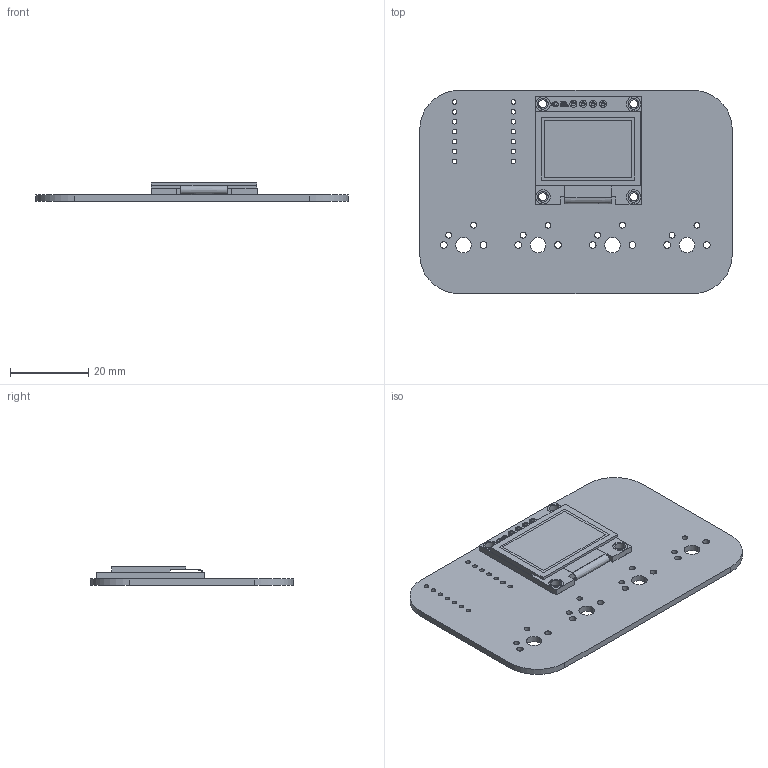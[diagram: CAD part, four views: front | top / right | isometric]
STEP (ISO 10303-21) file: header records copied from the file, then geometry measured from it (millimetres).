
FILE_DESCRIPTION(('Designed by EasyEDA Pro'),'2;1');
FILE_NAME('Open CASCADE Shape Model','2025-06-19T10:12:22',('Author'),( 'Open CASCADE'),'Open CASCADE STEP processor 7.8','Open CASCADE 7.8' ,'Unknown');
FILE_SCHEMA(('AUTOMOTIVE_DESIGN { 1 0 10303 214 1 1 1 1 }'));
Length unit declared in the file: millimetre
Products named in the file (8): EasyEDA PCB Model~3U0K; Board~3U0K; TopCopper~3U0K; BottomCopper~3U0K; TopFpcStiffener~3U0K; BottomFpcStiffener~3U0K; U1~OLED-TH_L27.8-W27.2-P2.54_C9900033791~OLED-TH_L27.8-W27.2-P2.54_
C9900033791~3U0K; OLED-TH_L27.8-W27.2-P2.54_C9900033791~OLED-TH_L27.8-W27.2-P2.54_
C9900033791~3U0K
Assembly tree (7 placements, depth 3):
  EasyEDA PCB Model~3U0K
    Board~3U0K
    TopCopper~3U0K
    BottomCopper~3U0K
    TopFpcStiffener~3U0K
    BottomFpcStiffener~3U0K
    U1~OLED-TH_L27.8-W27.2-P2.54_C9900033791~OLED-TH_L27.8-W27.2-P2.54_
C9900033791~3U0K
      OLED-TH_L27.8-W27.2-P2.54_C9900033791~OLED-TH_L27.8-W27.2-P2.54_
C9900033791~3U0K
Bounding box: 79.97 x 51.97 x 4.72 mm (x, y, z)
Volume: 8126.1 mm3; surface area: 11130.3 mm2
Topology: 2 solids, 2 shells, 419 faces, 1129 edges, 752 vertices
Faces by surface type: plane 183, cylinder 136, bspline 100
Entity records: 17845 total; most frequent: CARTESIAN_POINT 3836, ORIENTED_EDGE 2258, DIRECTION 1851, EDGE_CURVE 1129, VERTEX_POINT 752, LINE 653, VECTOR 653, AXIS2_PLACEMENT_3D 599
